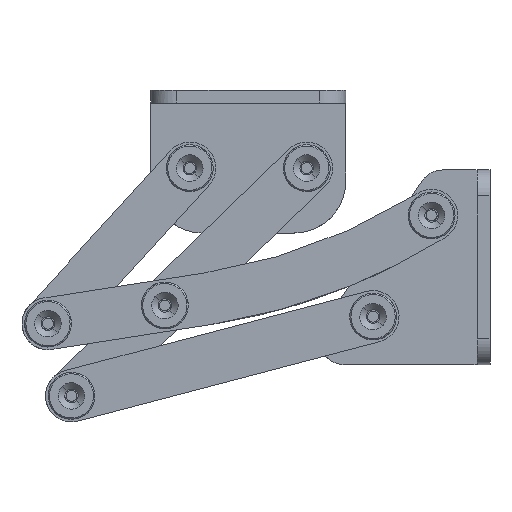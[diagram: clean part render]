
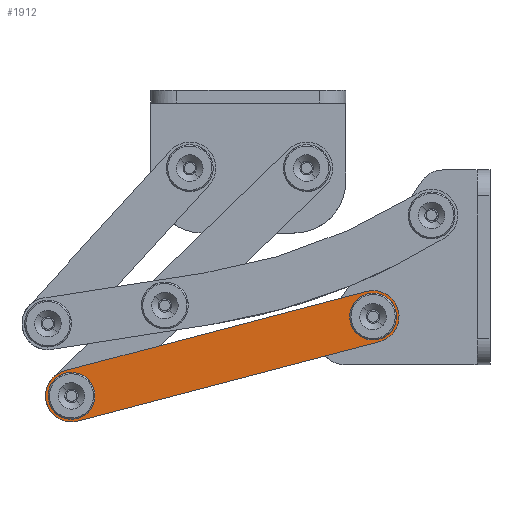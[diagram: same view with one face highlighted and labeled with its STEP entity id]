
A CAD part, left-side view. The second image highlights one B-rep face of the part: STEP entity #1912.
In plain terms, the highlighted free-form (B-spline) face has degree [1, 1] with [2, 2] control points.
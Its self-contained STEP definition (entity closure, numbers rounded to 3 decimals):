
#1722 = VERTEX_POINT('',#1723);
#1723 = CARTESIAN_POINT('',(-44.906,74.985,
    87.895));
#1728 = EDGE_CURVE('',#1722,#1729,#1731,.T.);
#1729 = VERTEX_POINT('',#1730);
#1730 = CARTESIAN_POINT('',(-44.906,64.735,
    90.589));
#1731 = ( BOUNDED_CURVE() B_SPLINE_CURVE(2,(#1732,#1733,#1734,#1735,
#1736),.UNSPECIFIED.,.F.,.F.) B_SPLINE_CURVE_WITH_KNOTS((3,2,3),(
    3.142,4.712,6.283),
.PIECEWISE_BEZIER_KNOTS.) CURVE() GEOMETRIC_REPRESENTATION_ITEM() 
RATIONAL_B_SPLINE_CURVE((1.,0.707,1.,0.707,1.)) 
REPRESENTATION_ITEM('') );
#1732 = CARTESIAN_POINT('',(-44.906,74.985,
    87.895));
#1733 = CARTESIAN_POINT('',(-44.906,76.332,
    93.02));
#1734 = CARTESIAN_POINT('',(-44.906,71.207,
    94.367));
#1735 = CARTESIAN_POINT('',(-44.906,66.082,
    95.714));
#1736 = CARTESIAN_POINT('',(-44.906,64.735,
    90.589));
#1770 = VERTEX_POINT('',#1771);
#1771 = CARTESIAN_POINT('',(-44.906,177.485,
    60.952));
#1776 = EDGE_CURVE('',#1770,#1777,#1779,.T.);
#1777 = VERTEX_POINT('',#1778);
#1778 = CARTESIAN_POINT('',(-44.906,167.235,
    63.646));
#1779 = ( BOUNDED_CURVE() B_SPLINE_CURVE(2,(#1780,#1781,#1782,#1783,
#1784),.UNSPECIFIED.,.F.,.F.) B_SPLINE_CURVE_WITH_KNOTS((3,2,3),(
    3.142,4.712,6.283),
.PIECEWISE_BEZIER_KNOTS.) CURVE() GEOMETRIC_REPRESENTATION_ITEM() 
RATIONAL_B_SPLINE_CURVE((1.,0.707,1.,0.707,1.)) 
REPRESENTATION_ITEM('') );
#1780 = CARTESIAN_POINT('',(-44.906,177.485,
    60.952));
#1781 = CARTESIAN_POINT('',(-44.906,178.832,
    66.077));
#1782 = CARTESIAN_POINT('',(-44.906,173.707,
    67.424));
#1783 = CARTESIAN_POINT('',(-44.906,168.582,
    68.771));
#1784 = CARTESIAN_POINT('',(-44.906,167.235,
    63.646));
#1826 = VERTEX_POINT('',#1827);
#1827 = CARTESIAN_POINT('',(-44.906,180.901,
    60.054));
#1832 = EDGE_CURVE('',#1826,#1833,#1835,.T.);
#1833 = VERTEX_POINT('',#1834);
#1834 = CARTESIAN_POINT('',(-44.906,174.605,
    70.841));
#1835 = ( BOUNDED_CURVE() B_SPLINE_CURVE(2,(#1836,#1837,#1838),
.UNSPECIFIED.,.F.,.F.) B_SPLINE_CURVE_WITH_KNOTS((3,3),(3.142,
4.712),.PIECEWISE_BEZIER_KNOTS.) CURVE() 
GEOMETRIC_REPRESENTATION_ITEM() RATIONAL_B_SPLINE_CURVE((1.,
0.707,1.)) REPRESENTATION_ITEM('') );
#1836 = CARTESIAN_POINT('',(-44.906,180.901,
    60.054));
#1837 = CARTESIAN_POINT('',(-44.906,183.147,
    68.595));
#1838 = CARTESIAN_POINT('',(-44.906,174.605,
    70.841));
#1912 = ADVANCED_FACE('',(#1913,#1946,#1957),#1968,.F.);
#1913 = FACE_BOUND('',#1914,.T.);
#1914 = EDGE_LOOP('',(#1915,#1923,#1930,#1940,#1945));
#1915 = ORIENTED_EDGE('',*,*,#1916,.F.);
#1916 = EDGE_CURVE('',#1917,#1826,#1919,.T.);
#1917 = VERTEX_POINT('',#1918);
#1918 = CARTESIAN_POINT('',(-44.906,170.114,
    53.757));
#1919 = ( BOUNDED_CURVE() B_SPLINE_CURVE(2,(#1920,#1921,#1922),
.UNSPECIFIED.,.F.,.F.) B_SPLINE_CURVE_WITH_KNOTS((3,3),(1.571,
3.142),.PIECEWISE_BEZIER_KNOTS.) CURVE() 
GEOMETRIC_REPRESENTATION_ITEM() RATIONAL_B_SPLINE_CURVE((1.,
0.707,1.)) REPRESENTATION_ITEM('') );
#1920 = CARTESIAN_POINT('',(-44.906,170.114,
    53.757));
#1921 = CARTESIAN_POINT('',(-44.906,178.656,
    51.512));
#1922 = CARTESIAN_POINT('',(-44.906,180.901,
    60.054));
#1923 = ORIENTED_EDGE('',*,*,#1924,.F.);
#1924 = EDGE_CURVE('',#1925,#1917,#1927,.T.);
#1925 = VERTEX_POINT('',#1926);
#1926 = CARTESIAN_POINT('',(-44.906,67.615,
    80.701));
#1927 = B_SPLINE_CURVE_WITH_KNOTS('',1,(#1928,#1929),.UNSPECIFIED.,.F.,
  .F.,(2,2),(-120.,-0.),.PIECEWISE_BEZIER_KNOTS.);
#1928 = CARTESIAN_POINT('',(-44.906,67.615,
    80.701));
#1929 = CARTESIAN_POINT('',(-44.906,170.114,
    53.757));
#1930 = ORIENTED_EDGE('',*,*,#1931,.F.);
#1931 = EDGE_CURVE('',#1932,#1925,#1934,.T.);
#1932 = VERTEX_POINT('',#1933);
#1933 = CARTESIAN_POINT('',(-44.906,72.105,
    97.784));
#1934 = ( BOUNDED_CURVE() B_SPLINE_CURVE(2,(#1935,#1936,#1937,#1938,
#1939),.UNSPECIFIED.,.F.,.F.) B_SPLINE_CURVE_WITH_KNOTS((3,2,3),(
    4.712,6.283,7.854),
.PIECEWISE_BEZIER_KNOTS.) CURVE() GEOMETRIC_REPRESENTATION_ITEM() 
RATIONAL_B_SPLINE_CURVE((1.,0.707,1.,0.707,1.)) 
REPRESENTATION_ITEM('') );
#1935 = CARTESIAN_POINT('',(-44.906,72.105,
    97.784));
#1936 = CARTESIAN_POINT('',(-44.906,63.564,
    100.029));
#1937 = CARTESIAN_POINT('',(-44.906,61.318,
    91.488));
#1938 = CARTESIAN_POINT('',(-44.906,59.073,
    82.946));
#1939 = CARTESIAN_POINT('',(-44.906,67.615,
    80.701));
#1940 = ORIENTED_EDGE('',*,*,#1941,.F.);
#1941 = EDGE_CURVE('',#1833,#1932,#1942,.T.);
#1942 = B_SPLINE_CURVE_WITH_KNOTS('',1,(#1943,#1944),.UNSPECIFIED.,.F.,
  .F.,(2,2),(0.,120.),.PIECEWISE_BEZIER_KNOTS.);
#1943 = CARTESIAN_POINT('',(-44.906,174.605,
    70.841));
#1944 = CARTESIAN_POINT('',(-44.906,72.105,
    97.784));
#1945 = ORIENTED_EDGE('',*,*,#1832,.F.);
#1946 = FACE_BOUND('',#1947,.T.);
#1947 = EDGE_LOOP('',(#1948,#1949));
#1948 = ORIENTED_EDGE('',*,*,#1776,.T.);
#1949 = ORIENTED_EDGE('',*,*,#1950,.T.);
#1950 = EDGE_CURVE('',#1777,#1770,#1951,.T.);
#1951 = ( BOUNDED_CURVE() B_SPLINE_CURVE(2,(#1952,#1953,#1954,#1955,
#1956),.UNSPECIFIED.,.F.,.F.) B_SPLINE_CURVE_WITH_KNOTS((3,2,3),(0.,
1.571,3.142),.PIECEWISE_BEZIER_KNOTS.) CURVE() 
GEOMETRIC_REPRESENTATION_ITEM() RATIONAL_B_SPLINE_CURVE((1.,
0.707,1.,0.707,1.)) REPRESENTATION_ITEM('') );
#1952 = CARTESIAN_POINT('',(-44.906,167.235,
    63.646));
#1953 = CARTESIAN_POINT('',(-44.906,165.888,
    58.521));
#1954 = CARTESIAN_POINT('',(-44.906,171.013,
    57.174));
#1955 = CARTESIAN_POINT('',(-44.906,176.138,
    55.827));
#1956 = CARTESIAN_POINT('',(-44.906,177.485,
    60.952));
#1957 = FACE_BOUND('',#1958,.T.);
#1958 = EDGE_LOOP('',(#1959,#1960));
#1959 = ORIENTED_EDGE('',*,*,#1728,.T.);
#1960 = ORIENTED_EDGE('',*,*,#1961,.T.);
#1961 = EDGE_CURVE('',#1729,#1722,#1962,.T.);
#1962 = ( BOUNDED_CURVE() B_SPLINE_CURVE(2,(#1963,#1964,#1965,#1966,
#1967),.UNSPECIFIED.,.F.,.F.) B_SPLINE_CURVE_WITH_KNOTS((3,2,3),(0.,
1.571,3.142),.PIECEWISE_BEZIER_KNOTS.) CURVE() 
GEOMETRIC_REPRESENTATION_ITEM() RATIONAL_B_SPLINE_CURVE((1.,
0.707,1.,0.707,1.)) REPRESENTATION_ITEM('') );
#1963 = CARTESIAN_POINT('',(-44.906,64.735,
    90.589));
#1964 = CARTESIAN_POINT('',(-44.906,63.388,
    85.464));
#1965 = CARTESIAN_POINT('',(-44.906,68.513,
    84.117));
#1966 = CARTESIAN_POINT('',(-44.906,73.638,
    82.77));
#1967 = CARTESIAN_POINT('',(-44.906,74.985,
    87.895));
#1968 = B_SPLINE_SURFACE_WITH_KNOTS('',1,1,(
    (#1969,#1970)
    ,(#1971,#1972
    )),.UNSPECIFIED.,.F.,.F.,.F.,(2,2),(2,2),(-10.,130.),(-10.,10.),
  .PIECEWISE_BEZIER_KNOTS.);
#1969 = CARTESIAN_POINT('',(-44.906,183.147,
    68.595));
#1970 = CARTESIAN_POINT('',(-44.906,178.656,
    51.512));
#1971 = CARTESIAN_POINT('',(-44.906,63.564,
    100.029));
#1972 = CARTESIAN_POINT('',(-44.906,59.073,
    82.946));
